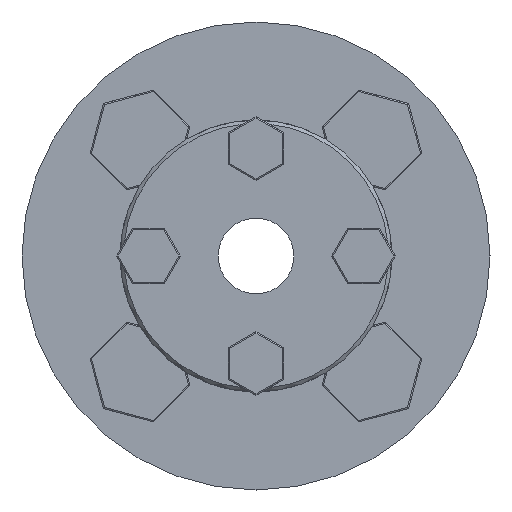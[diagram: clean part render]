
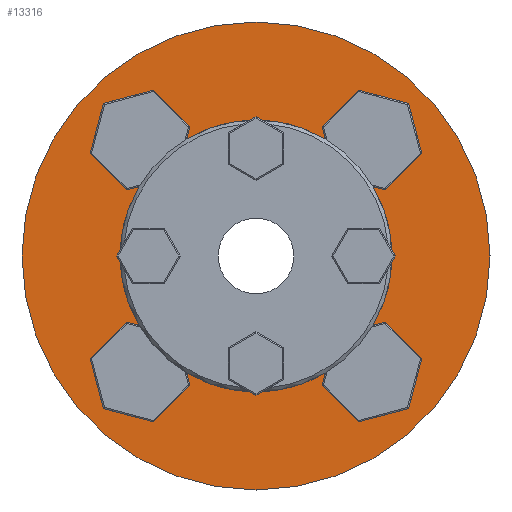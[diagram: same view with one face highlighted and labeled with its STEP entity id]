
A CAD part, left-side view. The second image highlights one B-rep face of the part: STEP entity #13316.
In plain terms, the highlighted planar face has unit normal (-1, 0, 0).
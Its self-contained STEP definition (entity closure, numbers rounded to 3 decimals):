
#324 = CIRCLE ( 'NONE', #15899, 8.721 ) ;
#325 = CIRCLE ( 'NONE', #15900, 8.721 ) ;
#369 = CIRCLE ( 'NONE', #1177, 19.75 ) ;
#389 = CIRCLE ( 'NONE', #1180, 34. ) ;
#401 = CIRCLE ( 'NONE', #1187, 19.75 ) ;
#404 = CIRCLE ( 'NONE', #1188, 19.75 ) ;
#405 = CIRCLE ( 'NONE', #1185, 8.721 ) ;
#406 = CIRCLE ( 'NONE', #1182, 34. ) ;
#407 = CIRCLE ( 'NONE', #1190, 19.75 ) ;
#408 = CIRCLE ( 'NONE', #1191, 8.721 ) ;
#409 = CIRCLE ( 'NONE', #1192, 19.75 ) ;
#413 = CIRCLE ( 'NONE', #1195, 8.721 ) ;
#415 = CIRCLE ( 'NONE', #1197, 8.721 ) ;
#791 = CARTESIAN_POINT ( 'NONE',  ( -25., 18.93, 16.293 ) ) ;
#792 = DIRECTION ( 'NONE',  ( -1., 0., 0. ) ) ;
#793 = DIRECTION ( 'NONE',  ( 0., 0., -1. ) ) ;
#794 = CARTESIAN_POINT ( 'NONE',  ( -25., 16.293, -18.93 ) ) ;
#795 = DIRECTION ( 'NONE',  ( -1., 0., 0. ) ) ;
#796 = DIRECTION ( 'NONE',  ( 0., 0., -1. ) ) ;
#871 = CARTESIAN_POINT ( 'NONE',  ( -25., 0., 0. ) ) ;
#873 = DIRECTION ( 'NONE',  ( 1., 0., 0. ) ) ;
#874 = DIRECTION ( 'NONE',  ( 0., 0., -1. ) ) ;
#902 = CARTESIAN_POINT ( 'NONE',  ( -25., 0., 0. ) ) ;
#903 = DIRECTION ( 'NONE',  ( 1., 0., 0. ) ) ;
#904 = DIRECTION ( 'NONE',  ( 0., 0., -1. ) ) ;
#922 = CARTESIAN_POINT ( 'NONE',  ( -25., 0., 0. ) ) ;
#924 = DIRECTION ( 'NONE',  ( 1., 0., 0. ) ) ;
#925 = DIRECTION ( 'NONE',  ( 0., 0., -1. ) ) ;
#929 = CARTESIAN_POINT ( 'NONE',  ( -25., 0., 0. ) ) ;
#930 = DIRECTION ( 'NONE',  ( 1., 0., 0. ) ) ;
#931 = DIRECTION ( 'NONE',  ( 0., 0., -1. ) ) ;
#932 = CARTESIAN_POINT ( 'NONE',  ( -25., 0., 0. ) ) ;
#935 = CARTESIAN_POINT ( 'NONE',  ( -25., 16.293, -18.93 ) ) ;
#936 = CARTESIAN_POINT ( 'NONE',  ( -25., 0., 0. ) ) ;
#937 = DIRECTION ( 'NONE',  ( -1., 0., 0. ) ) ;
#938 = DIRECTION ( 'NONE',  ( 0., 0., -1. ) ) ;
#939 = CARTESIAN_POINT ( 'NONE',  ( -25., -18.93, -16.293 ) ) ;
#940 = DIRECTION ( 'NONE',  ( 1., 0., 0. ) ) ;
#941 = DIRECTION ( 'NONE',  ( 0., 0., -1. ) ) ;
#942 = CARTESIAN_POINT ( 'NONE',  ( -25., 0., 0. ) ) ;
#943 = DIRECTION ( 'NONE',  ( 1., 0., 0. ) ) ;
#944 = DIRECTION ( 'NONE',  ( 0., 0., -1. ) ) ;
#946 = DIRECTION ( 'NONE',  ( -1., 0., 0. ) ) ;
#947 = DIRECTION ( 'NONE',  ( 0., 0., -1. ) ) ;
#949 = DIRECTION ( 'NONE',  ( 1., 0., 0. ) ) ;
#950 = DIRECTION ( 'NONE',  ( 0., 0., -1. ) ) ;
#951 = CARTESIAN_POINT ( 'NONE',  ( -25., -16.293, 18.93 ) ) ;
#957 = CARTESIAN_POINT ( 'NONE',  ( -25., 18.93, 16.293 ) ) ;
#958 = DIRECTION ( 'NONE',  ( -1., 0., 0. ) ) ;
#959 = DIRECTION ( 'NONE',  ( 0., 0., -1. ) ) ;
#964 = DIRECTION ( 'NONE',  ( -1., 0., 0. ) ) ;
#965 = DIRECTION ( 'NONE',  ( 0., 0., -1. ) ) ;
#1177 = AXIS2_PLACEMENT_3D ( 'NONE', #871, #873, #874 ) ;
#1180 = AXIS2_PLACEMENT_3D ( 'NONE', #902, #903, #904 ) ;
#1182 = AXIS2_PLACEMENT_3D ( 'NONE', #932, #940, #941 ) ;
#1185 = AXIS2_PLACEMENT_3D ( 'NONE', #935, #937, #938 ) ;
#1187 = AXIS2_PLACEMENT_3D ( 'NONE', #922, #924, #925 ) ;
#1188 = AXIS2_PLACEMENT_3D ( 'NONE', #929, #930, #931 ) ;
#1190 = AXIS2_PLACEMENT_3D ( 'NONE', #936, #943, #944 ) ;
#1191 = AXIS2_PLACEMENT_3D ( 'NONE', #939, #946, #947 ) ;
#1192 = AXIS2_PLACEMENT_3D ( 'NONE', #942, #949, #950 ) ;
#1195 = AXIS2_PLACEMENT_3D ( 'NONE', #951, #958, #959 ) ;
#1197 = AXIS2_PLACEMENT_3D ( 'NONE', #957, #964, #965 ) ;
#1391 = AXIS2_PLACEMENT_3D ( 'NONE', #4054, #4057, #4058 ) ;
#3415 = FACE_OUTER_BOUND ( 'NONE', #11555, .T. ) ;
#3418 = FACE_BOUND ( 'NONE', #11559, .T. ) ;
#3687 = VERTEX_POINT ( 'NONE', #12882 ) ;
#3689 = VERTEX_POINT ( 'NONE', #12884 ) ;
#3690 = VERTEX_POINT ( 'NONE', #12885 ) ;
#3694 = VERTEX_POINT ( 'NONE', #12889 ) ;
#3695 = VERTEX_POINT ( 'NONE', #12890 ) ;
#3696 = VERTEX_POINT ( 'NONE', #12891 ) ;
#3697 = VERTEX_POINT ( 'NONE', #12892 ) ;
#3702 = VERTEX_POINT ( 'NONE', #12897 ) ;
#3703 = VERTEX_POINT ( 'NONE', #12898 ) ;
#3742 = VERTEX_POINT ( 'NONE', #12937 ) ;
#3866 = VERTEX_POINT ( 'NONE', #13061 ) ;
#3868 = VERTEX_POINT ( 'NONE', #13063 ) ;
#3870 = VERTEX_POINT ( 'NONE', #13065 ) ;
#4054 = CARTESIAN_POINT ( 'NONE',  ( -25., -17.338, 0. ) ) ;
#4055 = PLANE ( 'NONE',  #1391 ) ;
#4057 = DIRECTION ( 'NONE',  ( 1., 0., 0. ) ) ;
#4058 = DIRECTION ( 'NONE',  ( 0., 0., -1. ) ) ;
#11334 = EDGE_CURVE ( 'NONE', #3866, #3742, #324, .T. ) ;
#11335 = EDGE_CURVE ( 'NONE', #3868, #3870, #325, .T. ) ;
#11365 = EDGE_CURVE ( 'NONE', #3696, #3697, #369, .T. ) ;
#11378 = EDGE_CURVE ( 'NONE', #3703, #3702, #389, .T. ) ;
#11386 = EDGE_CURVE ( 'NONE', #3695, #3694, #401, .T. ) ;
#11389 = EDGE_CURVE ( 'NONE', #3697, #3690, #404, .T. ) ;
#11391 = EDGE_CURVE ( 'NONE', #3690, #3868, #405, .T. ) ;
#11392 = EDGE_CURVE ( 'NONE', #3702, #3703, #406, .T. ) ;
#11393 = EDGE_CURVE ( 'NONE', #3870, #3689, #407, .T. ) ;
#11394 = EDGE_CURVE ( 'NONE', #3694, #3696, #408, .T. ) ;
#11395 = EDGE_CURVE ( 'NONE', #3742, #3687, #409, .T. ) ;
#11398 = EDGE_CURVE ( 'NONE', #3687, #3695, #413, .T. ) ;
#11400 = EDGE_CURVE ( 'NONE', #3689, #3866, #415, .T. ) ;
#11555 = EDGE_LOOP ( 'NONE', ( #13693, #13694 ) ) ;
#11559 = EDGE_LOOP ( 'NONE', ( #13695, #13696, #13697, #13698, #13699, #13700, #13701, #13702, #13703, #13704, #13705 ) ) ;
#12882 = CARTESIAN_POINT ( 'NONE',  ( -25., -7.6, 18.229 ) ) ;
#12884 = CARTESIAN_POINT ( 'NONE',  ( -25., 18.229, 7.6 ) ) ;
#12885 = CARTESIAN_POINT ( 'NONE',  ( -25., 7.6, -18.229 ) ) ;
#12889 = CARTESIAN_POINT ( 'NONE',  ( -25., -18.229, -7.6 ) ) ;
#12890 = CARTESIAN_POINT ( 'NONE',  ( -25., -16.894, 10.23 ) ) ;
#12891 = CARTESIAN_POINT ( 'NONE',  ( -25., -10.23, -16.894 ) ) ;
#12892 = CARTESIAN_POINT ( 'NONE',  ( -25., 0., -19.75 ) ) ;
#12897 = CARTESIAN_POINT ( 'NONE',  ( -25., 0., 34. ) ) ;
#12898 = CARTESIAN_POINT ( 'NONE',  ( -25., 0., -34. ) ) ;
#12937 = CARTESIAN_POINT ( 'NONE',  ( -25., 10.23, 16.894 ) ) ;
#13061 = CARTESIAN_POINT ( 'NONE',  ( -25., 10.209, 16.293 ) ) ;
#13063 = CARTESIAN_POINT ( 'NONE',  ( -25., 16.293, -10.209 ) ) ;
#13065 = CARTESIAN_POINT ( 'NONE',  ( -25., 16.894, -10.23 ) ) ;
#13316 = ADVANCED_FACE ( 'NONE', ( #3415, #3418 ), #4055, .F. ) ;
#13693 = ORIENTED_EDGE ( 'NONE', *, *, #11378, .F. ) ;
#13694 = ORIENTED_EDGE ( 'NONE', *, *, #11392, .F. ) ;
#13695 = ORIENTED_EDGE ( 'NONE', *, *, #11395, .T. ) ;
#13696 = ORIENTED_EDGE ( 'NONE', *, *, #11398, .T. ) ;
#13697 = ORIENTED_EDGE ( 'NONE', *, *, #11386, .T. ) ;
#13698 = ORIENTED_EDGE ( 'NONE', *, *, #11394, .T. ) ;
#13699 = ORIENTED_EDGE ( 'NONE', *, *, #11365, .T. ) ;
#13700 = ORIENTED_EDGE ( 'NONE', *, *, #11389, .T. ) ;
#13701 = ORIENTED_EDGE ( 'NONE', *, *, #11391, .T. ) ;
#13702 = ORIENTED_EDGE ( 'NONE', *, *, #11335, .T. ) ;
#13703 = ORIENTED_EDGE ( 'NONE', *, *, #11393, .T. ) ;
#13704 = ORIENTED_EDGE ( 'NONE', *, *, #11400, .T. ) ;
#13705 = ORIENTED_EDGE ( 'NONE', *, *, #11334, .T. ) ;
#15899 = AXIS2_PLACEMENT_3D ( 'NONE', #791, #792, #793 ) ;
#15900 = AXIS2_PLACEMENT_3D ( 'NONE', #794, #795, #796 ) ;
